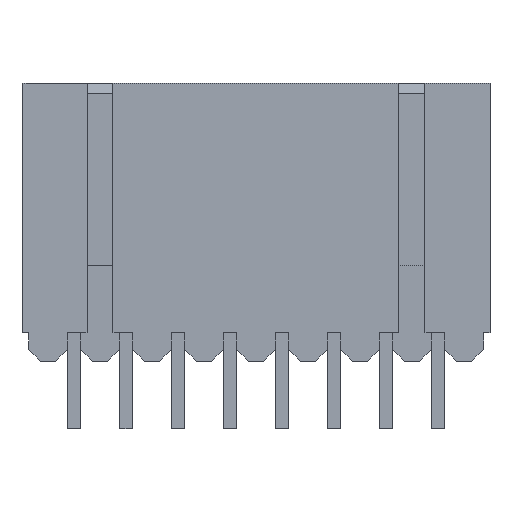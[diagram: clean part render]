
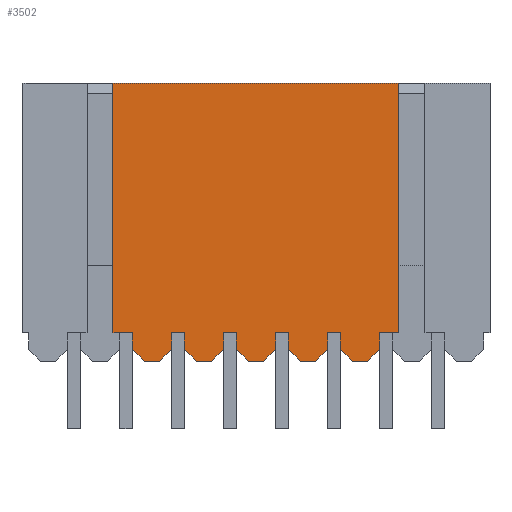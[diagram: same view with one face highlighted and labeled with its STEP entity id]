
A CAD part, front view. The second image highlights one B-rep face of the part: STEP entity #3502.
In plain terms, the highlighted planar face has unit normal (0, -1, 0).
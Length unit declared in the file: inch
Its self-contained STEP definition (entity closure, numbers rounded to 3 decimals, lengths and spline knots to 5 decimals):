
#171=DIRECTION('',(0.,0.,-1.));
#172=VECTOR('',#171,0.48);
#173=CARTESIAN_POINT('',(-0.275,-0.1,0.));
#174=LINE('',#173,#172);
#175=DIRECTION('',(1.,0.,0.));
#176=VECTOR('',#175,0.55);
#177=CARTESIAN_POINT('',(-0.275,-0.1,0.));
#178=LINE('',#177,#176);
#179=DIRECTION('',(0.,0.,-1.));
#180=VECTOR('',#179,0.48);
#181=CARTESIAN_POINT('',(0.275,-0.1,0.));
#182=LINE('',#181,#180);
#183=DIRECTION('',(0.,0.,1.));
#184=VECTOR('',#183,0.032);
#185=CARTESIAN_POINT('',(0.2375,-0.1,-0.512));
#186=LINE('',#185,#184);
#187=DIRECTION('',(0.707,0.,0.707));
#188=VECTOR('',#187,0.03253);
#189=CARTESIAN_POINT('',(0.2145,-0.1,-0.535));
#190=LINE('',#189,#188);
#191=DIRECTION('',(-1.,0.,0.));
#192=VECTOR('',#191,0.029);
#193=CARTESIAN_POINT('',(0.2145,-0.1,-0.535));
#194=LINE('',#193,#192);
#195=DIRECTION('',(0.707,0.,-0.707));
#196=VECTOR('',#195,0.03253);
#197=CARTESIAN_POINT('',(0.1625,-0.1,-0.512));
#198=LINE('',#197,#196);
#199=DIRECTION('',(0.,0.,-1.));
#200=VECTOR('',#199,0.032);
#201=CARTESIAN_POINT('',(0.1625,-0.1,-0.48));
#202=LINE('',#201,#200);
#203=DIRECTION('',(1.,0.,0.));
#204=VECTOR('',#203,0.025);
#205=CARTESIAN_POINT('',(0.1375,-0.1,-0.48));
#206=LINE('',#205,#204);
#207=DIRECTION('',(0.,0.,1.));
#208=VECTOR('',#207,0.032);
#209=CARTESIAN_POINT('',(0.1375,-0.1,-0.512));
#210=LINE('',#209,#208);
#211=DIRECTION('',(0.707,0.,0.707));
#212=VECTOR('',#211,0.03253);
#213=CARTESIAN_POINT('',(0.1145,-0.1,-0.535));
#214=LINE('',#213,#212);
#215=DIRECTION('',(-1.,0.,0.));
#216=VECTOR('',#215,0.029);
#217=CARTESIAN_POINT('',(0.1145,-0.1,-0.535));
#218=LINE('',#217,#216);
#219=DIRECTION('',(0.707,0.,-0.707));
#220=VECTOR('',#219,0.03253);
#221=CARTESIAN_POINT('',(0.0625,-0.1,-0.512));
#222=LINE('',#221,#220);
#223=DIRECTION('',(0.,0.,-1.));
#224=VECTOR('',#223,0.032);
#225=CARTESIAN_POINT('',(0.0625,-0.1,-0.48));
#226=LINE('',#225,#224);
#227=DIRECTION('',(1.,0.,0.));
#228=VECTOR('',#227,0.025);
#229=CARTESIAN_POINT('',(0.0375,-0.1,-0.48));
#230=LINE('',#229,#228);
#231=DIRECTION('',(0.,0.,1.));
#232=VECTOR('',#231,0.032);
#233=CARTESIAN_POINT('',(0.0375,-0.1,-0.512));
#234=LINE('',#233,#232);
#235=DIRECTION('',(0.707,0.,0.707));
#236=VECTOR('',#235,0.03253);
#237=CARTESIAN_POINT('',(0.0145,-0.1,-0.535));
#238=LINE('',#237,#236);
#239=DIRECTION('',(-1.,0.,0.));
#240=VECTOR('',#239,0.029);
#241=CARTESIAN_POINT('',(0.0145,-0.1,-0.535));
#242=LINE('',#241,#240);
#243=DIRECTION('',(0.707,0.,-0.707));
#244=VECTOR('',#243,0.03253);
#245=CARTESIAN_POINT('',(-0.0375,-0.1,-0.512));
#246=LINE('',#245,#244);
#247=DIRECTION('',(0.,0.,-1.));
#248=VECTOR('',#247,0.032);
#249=CARTESIAN_POINT('',(-0.0375,-0.1,-0.48));
#250=LINE('',#249,#248);
#251=DIRECTION('',(1.,0.,0.));
#252=VECTOR('',#251,0.025);
#253=CARTESIAN_POINT('',(-0.0625,-0.1,-0.48));
#254=LINE('',#253,#252);
#255=DIRECTION('',(0.,0.,1.));
#256=VECTOR('',#255,0.032);
#257=CARTESIAN_POINT('',(-0.0625,-0.1,-0.512));
#258=LINE('',#257,#256);
#259=DIRECTION('',(0.707,0.,0.707));
#260=VECTOR('',#259,0.03253);
#261=CARTESIAN_POINT('',(-0.0855,-0.1,-0.535));
#262=LINE('',#261,#260);
#263=DIRECTION('',(-1.,0.,0.));
#264=VECTOR('',#263,0.029);
#265=CARTESIAN_POINT('',(-0.0855,-0.1,-0.535));
#266=LINE('',#265,#264);
#267=DIRECTION('',(0.707,0.,-0.707));
#268=VECTOR('',#267,0.03253);
#269=CARTESIAN_POINT('',(-0.1375,-0.1,-0.512));
#270=LINE('',#269,#268);
#271=DIRECTION('',(0.,0.,-1.));
#272=VECTOR('',#271,0.032);
#273=CARTESIAN_POINT('',(-0.1375,-0.1,-0.48));
#274=LINE('',#273,#272);
#275=DIRECTION('',(1.,0.,0.));
#276=VECTOR('',#275,0.025);
#277=CARTESIAN_POINT('',(-0.1625,-0.1,-0.48));
#278=LINE('',#277,#276);
#279=DIRECTION('',(0.,0.,1.));
#280=VECTOR('',#279,0.032);
#281=CARTESIAN_POINT('',(-0.1625,-0.1,-0.512));
#282=LINE('',#281,#280);
#283=DIRECTION('',(0.707,0.,0.707));
#284=VECTOR('',#283,0.03253);
#285=CARTESIAN_POINT('',(-0.1855,-0.1,-0.535));
#286=LINE('',#285,#284);
#287=DIRECTION('',(-1.,0.,0.));
#288=VECTOR('',#287,0.029);
#289=CARTESIAN_POINT('',(-0.1855,-0.1,-0.535));
#290=LINE('',#289,#288);
#291=DIRECTION('',(0.707,0.,-0.707));
#292=VECTOR('',#291,0.03253);
#293=CARTESIAN_POINT('',(-0.2375,-0.1,-0.512));
#294=LINE('',#293,#292);
#295=DIRECTION('',(0.,0.,-1.));
#296=VECTOR('',#295,0.032);
#297=CARTESIAN_POINT('',(-0.2375,-0.1,-0.48));
#298=LINE('',#297,#296);
#367=DIRECTION('',(1.,0.,0.));
#368=VECTOR('',#367,0.0375);
#369=CARTESIAN_POINT('',(0.2375,-0.1,-0.48));
#370=LINE('',#369,#368);
#1519=DIRECTION('',(1.,0.,0.));
#1520=VECTOR('',#1519,0.0375);
#1521=CARTESIAN_POINT('',(-0.275,-0.1,-0.48));
#1522=LINE('',#1521,#1520);
#2769=CARTESIAN_POINT('',(0.2145,-0.1,-0.535));
#2770=CARTESIAN_POINT('',(0.2375,-0.1,-0.512));
#2771=VERTEX_POINT('',#2769);
#2772=VERTEX_POINT('',#2770);
#2773=CARTESIAN_POINT('',(0.2375,-0.1,-0.48));
#2774=VERTEX_POINT('',#2773);
#2835=CARTESIAN_POINT('',(0.1145,-0.1,-0.535));
#2836=CARTESIAN_POINT('',(0.1375,-0.1,-0.512));
#2837=VERTEX_POINT('',#2835);
#2838=VERTEX_POINT('',#2836);
#2839=CARTESIAN_POINT('',(0.1375,-0.1,-0.48));
#2840=VERTEX_POINT('',#2839);
#2841=CARTESIAN_POINT('',(0.1625,-0.1,-0.48));
#2842=VERTEX_POINT('',#2841);
#2843=CARTESIAN_POINT('',(0.1625,-0.1,-0.512));
#2844=VERTEX_POINT('',#2843);
#2845=CARTESIAN_POINT('',(0.1855,-0.1,-0.535));
#2846=VERTEX_POINT('',#2845);
#2859=CARTESIAN_POINT('',(0.0145,-0.1,-0.535));
#2860=CARTESIAN_POINT('',(0.0375,-0.1,-0.512));
#2861=VERTEX_POINT('',#2859);
#2862=VERTEX_POINT('',#2860);
#2863=CARTESIAN_POINT('',(0.0375,-0.1,-0.48));
#2864=VERTEX_POINT('',#2863);
#2865=CARTESIAN_POINT('',(0.0625,-0.1,-0.48));
#2866=VERTEX_POINT('',#2865);
#2867=CARTESIAN_POINT('',(0.0625,-0.1,-0.512));
#2868=VERTEX_POINT('',#2867);
#2869=CARTESIAN_POINT('',(0.0855,-0.1,-0.535));
#2870=VERTEX_POINT('',#2869);
#2883=CARTESIAN_POINT('',(-0.0855,-0.1,-0.535));
#2884=CARTESIAN_POINT('',(-0.0625,-0.1,-0.512));
#2885=VERTEX_POINT('',#2883);
#2886=VERTEX_POINT('',#2884);
#2887=CARTESIAN_POINT('',(-0.0625,-0.1,-0.48));
#2888=VERTEX_POINT('',#2887);
#2889=CARTESIAN_POINT('',(-0.0375,-0.1,-0.48));
#2890=VERTEX_POINT('',#2889);
#2891=CARTESIAN_POINT('',(-0.0375,-0.1,-0.512));
#2892=VERTEX_POINT('',#2891);
#2893=CARTESIAN_POINT('',(-0.0145,-0.1,-0.535));
#2894=VERTEX_POINT('',#2893);
#2931=CARTESIAN_POINT('',(-0.1855,-0.1,-0.535));
#2932=CARTESIAN_POINT('',(-0.1625,-0.1,-0.512));
#2933=VERTEX_POINT('',#2931);
#2934=VERTEX_POINT('',#2932);
#2935=CARTESIAN_POINT('',(-0.1625,-0.1,-0.48));
#2936=VERTEX_POINT('',#2935);
#2937=CARTESIAN_POINT('',(-0.1375,-0.1,-0.48));
#2938=VERTEX_POINT('',#2937);
#2939=CARTESIAN_POINT('',(-0.1375,-0.1,-0.512));
#2940=VERTEX_POINT('',#2939);
#2941=CARTESIAN_POINT('',(-0.1145,-0.1,-0.535));
#2942=VERTEX_POINT('',#2941);
#2955=CARTESIAN_POINT('',(-0.2375,-0.1,-0.48));
#2956=CARTESIAN_POINT('',(-0.2375,-0.1,-0.512));
#2957=VERTEX_POINT('',#2955);
#2958=VERTEX_POINT('',#2956);
#2959=CARTESIAN_POINT('',(-0.2145,-0.1,-0.535));
#2960=VERTEX_POINT('',#2959);
#3291=CARTESIAN_POINT('',(0.275,-0.1,0.));
#3293=VERTEX_POINT('',#3291);
#3315=CARTESIAN_POINT('',(-0.275,-0.1,0.));
#3317=VERTEX_POINT('',#3315);
#3331=CARTESIAN_POINT('',(0.275,-0.1,-0.48));
#3332=VERTEX_POINT('',#3331);
#3349=CARTESIAN_POINT('',(-0.275,-0.1,-0.48));
#3350=VERTEX_POINT('',#3349);
#3427=CARTESIAN_POINT('',(0.,-0.1,0.));
#3428=DIRECTION('',(0.,1.,0.));
#3429=DIRECTION('',(1.,0.,0.));
#3430=AXIS2_PLACEMENT_3D('',#3427,#3428,#3429);
#3431=PLANE('',#3430);
#3433=ORIENTED_EDGE('',*,*,#3432,.F.);
#3435=ORIENTED_EDGE('',*,*,#3434,.F.);
#3437=ORIENTED_EDGE('',*,*,#3436,.T.);
#3439=ORIENTED_EDGE('',*,*,#3438,.T.);
#3441=ORIENTED_EDGE('',*,*,#3440,.F.);
#3443=ORIENTED_EDGE('',*,*,#3442,.F.);
#3445=ORIENTED_EDGE('',*,*,#3444,.F.);
#3447=ORIENTED_EDGE('',*,*,#3446,.T.);
#3449=ORIENTED_EDGE('',*,*,#3448,.F.);
#3451=ORIENTED_EDGE('',*,*,#3450,.F.);
#3453=ORIENTED_EDGE('',*,*,#3452,.F.);
#3455=ORIENTED_EDGE('',*,*,#3454,.F.);
#3457=ORIENTED_EDGE('',*,*,#3456,.F.);
#3459=ORIENTED_EDGE('',*,*,#3458,.T.);
#3461=ORIENTED_EDGE('',*,*,#3460,.F.);
#3463=ORIENTED_EDGE('',*,*,#3462,.F.);
#3465=ORIENTED_EDGE('',*,*,#3464,.F.);
#3467=ORIENTED_EDGE('',*,*,#3466,.F.);
#3469=ORIENTED_EDGE('',*,*,#3468,.F.);
#3471=ORIENTED_EDGE('',*,*,#3470,.T.);
#3473=ORIENTED_EDGE('',*,*,#3472,.F.);
#3475=ORIENTED_EDGE('',*,*,#3474,.F.);
#3477=ORIENTED_EDGE('',*,*,#3476,.F.);
#3479=ORIENTED_EDGE('',*,*,#3478,.F.);
#3481=ORIENTED_EDGE('',*,*,#3480,.F.);
#3483=ORIENTED_EDGE('',*,*,#3482,.T.);
#3485=ORIENTED_EDGE('',*,*,#3484,.F.);
#3487=ORIENTED_EDGE('',*,*,#3486,.F.);
#3489=ORIENTED_EDGE('',*,*,#3488,.F.);
#3491=ORIENTED_EDGE('',*,*,#3490,.F.);
#3493=ORIENTED_EDGE('',*,*,#3492,.F.);
#3495=ORIENTED_EDGE('',*,*,#3494,.T.);
#3497=ORIENTED_EDGE('',*,*,#3496,.F.);
#3499=ORIENTED_EDGE('',*,*,#3498,.F.);
#3500=EDGE_LOOP('',(#3433,#3435,#3437,#3439,#3441,#3443,#3445,#3447,#3449,#3451,
#3453,#3455,#3457,#3459,#3461,#3463,#3465,#3467,#3469,#3471,#3473,#3475,#3477,
#3479,#3481,#3483,#3485,#3487,#3489,#3491,#3493,#3495,#3497,#3499));
#3501=FACE_OUTER_BOUND('',#3500,.F.);
#3432=EDGE_CURVE('',#3350,#2957,#1522,.T.);
#3434=EDGE_CURVE('',#3317,#3350,#174,.T.);
#3436=EDGE_CURVE('',#3317,#3293,#178,.T.);
#3438=EDGE_CURVE('',#3293,#3332,#182,.T.);
#3440=EDGE_CURVE('',#2774,#3332,#370,.T.);
#3442=EDGE_CURVE('',#2772,#2774,#186,.T.);
#3444=EDGE_CURVE('',#2771,#2772,#190,.T.);
#3446=EDGE_CURVE('',#2771,#2846,#194,.T.);
#3448=EDGE_CURVE('',#2844,#2846,#198,.T.);
#3450=EDGE_CURVE('',#2842,#2844,#202,.T.);
#3452=EDGE_CURVE('',#2840,#2842,#206,.T.);
#3454=EDGE_CURVE('',#2838,#2840,#210,.T.);
#3456=EDGE_CURVE('',#2837,#2838,#214,.T.);
#3458=EDGE_CURVE('',#2837,#2870,#218,.T.);
#3460=EDGE_CURVE('',#2868,#2870,#222,.T.);
#3462=EDGE_CURVE('',#2866,#2868,#226,.T.);
#3464=EDGE_CURVE('',#2864,#2866,#230,.T.);
#3466=EDGE_CURVE('',#2862,#2864,#234,.T.);
#3468=EDGE_CURVE('',#2861,#2862,#238,.T.);
#3470=EDGE_CURVE('',#2861,#2894,#242,.T.);
#3472=EDGE_CURVE('',#2892,#2894,#246,.T.);
#3474=EDGE_CURVE('',#2890,#2892,#250,.T.);
#3476=EDGE_CURVE('',#2888,#2890,#254,.T.);
#3478=EDGE_CURVE('',#2886,#2888,#258,.T.);
#3480=EDGE_CURVE('',#2885,#2886,#262,.T.);
#3482=EDGE_CURVE('',#2885,#2942,#266,.T.);
#3484=EDGE_CURVE('',#2940,#2942,#270,.T.);
#3486=EDGE_CURVE('',#2938,#2940,#274,.T.);
#3488=EDGE_CURVE('',#2936,#2938,#278,.T.);
#3490=EDGE_CURVE('',#2934,#2936,#282,.T.);
#3492=EDGE_CURVE('',#2933,#2934,#286,.T.);
#3494=EDGE_CURVE('',#2933,#2960,#290,.T.);
#3496=EDGE_CURVE('',#2958,#2960,#294,.T.);
#3498=EDGE_CURVE('',#2957,#2958,#298,.T.);
#3502=ADVANCED_FACE('',(#3501),#3431,.F.);
